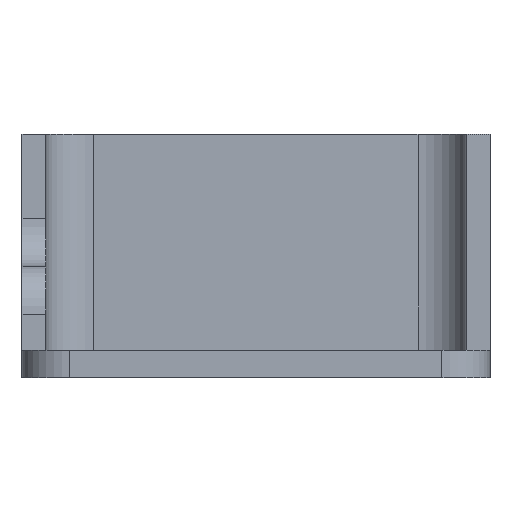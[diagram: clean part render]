
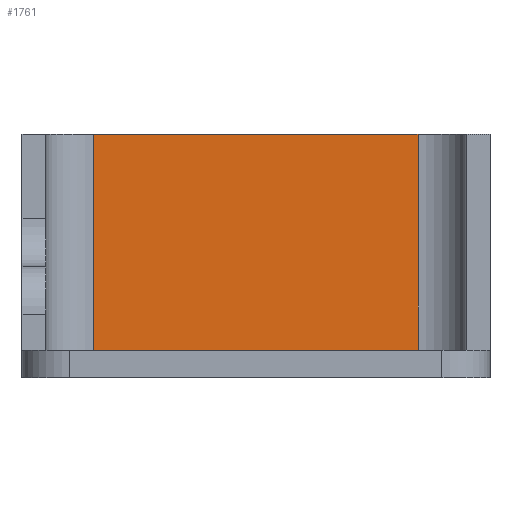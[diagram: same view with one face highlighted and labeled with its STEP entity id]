
A CAD part, front view. The second image highlights one B-rep face of the part: STEP entity #1761.
In plain terms, the highlighted planar face has unit normal (0, -1, 0).
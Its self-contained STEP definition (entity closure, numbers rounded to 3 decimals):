
#35=PLANE('',#1889);
#117=FACE_OUTER_BOUND('',#212,.T.);
#212=EDGE_LOOP('',(#1447,#1448,#1449,#1450,#1451,#1452,#1453));
#363=LINE('',#2616,#598);
#441=LINE('',#2792,#676);
#443=LINE('',#2799,#678);
#447=LINE('',#2807,#682);
#449=LINE('',#2810,#684);
#450=LINE('',#2811,#685);
#451=LINE('',#2812,#686);
#598=VECTOR('',#2082,1.);
#676=VECTOR('',#2198,1.);
#678=VECTOR('',#2206,10.);
#682=VECTOR('',#2214,1.);
#684=VECTOR('',#2218,10.);
#685=VECTOR('',#2219,10.);
#686=VECTOR('',#2220,10.);
#865=VERTEX_POINT('',#2613);
#866=VERTEX_POINT('',#2615);
#936=VERTEX_POINT('',#2759);
#944=VERTEX_POINT('',#2789);
#945=VERTEX_POINT('',#2791);
#946=VERTEX_POINT('',#2795);
#949=VERTEX_POINT('',#2806);
#1044=EDGE_CURVE('',#865,#866,#363,.T.);
#1132=EDGE_CURVE('',#944,#945,#441,.T.);
#1136=EDGE_CURVE('',#945,#946,#443,.T.);
#1140=EDGE_CURVE('',#946,#949,#447,.T.);
#1142=EDGE_CURVE('',#866,#944,#449,.T.);
#1143=EDGE_CURVE('',#936,#865,#450,.T.);
#1144=EDGE_CURVE('',#936,#949,#451,.T.);
#1447=ORIENTED_EDGE('',*,*,#1136,.F.);
#1448=ORIENTED_EDGE('',*,*,#1132,.F.);
#1449=ORIENTED_EDGE('',*,*,#1142,.F.);
#1450=ORIENTED_EDGE('',*,*,#1044,.F.);
#1451=ORIENTED_EDGE('',*,*,#1143,.F.);
#1452=ORIENTED_EDGE('',*,*,#1144,.T.);
#1453=ORIENTED_EDGE('',*,*,#1140,.F.);
#1761=ADVANCED_FACE('',(#117),#35,.F.);
#1889=AXIS2_PLACEMENT_3D('',#2809,#2216,#2217);
#2082=DIRECTION('',(-1.,0.,0.));
#2198=DIRECTION('',(-1.,0.,0.));
#2206=DIRECTION('',(0.,0.,1.));
#2214=DIRECTION('',(1.,0.,0.));
#2216=DIRECTION('center_axis',(0.,1.,0.));
#2217=DIRECTION('ref_axis',(-1.,0.,0.));
#2218=DIRECTION('',(0.,0.,1.));
#2219=DIRECTION('',(0.,0.,-1.));
#2220=DIRECTION('',(0.,0.,1.));
#2613=CARTESIAN_POINT('',(65.75,-83.5,16.25));
#2615=CARTESIAN_POINT('',(52.242,-83.5,16.25));
#2616=CARTESIAN_POINT('',(57.614,-83.5,16.25));
#2759=CARTESIAN_POINT('',(65.75,-83.5,25.25));
#2789=CARTESIAN_POINT('',(52.242,-83.5,25.25));
#2791=CARTESIAN_POINT('',(49.518,-83.5,25.25));
#2792=CARTESIAN_POINT('',(54.123,-83.5,25.25));
#2795=CARTESIAN_POINT('',(49.518,-83.5,25.25));
#2799=CARTESIAN_POINT('',(49.518,-83.5,17.304));
#2806=CARTESIAN_POINT('',(65.75,-83.5,25.25));
#2807=CARTESIAN_POINT('',(51.25,-83.5,25.25));
#2809=CARTESIAN_POINT('Origin',(58.5,-83.5,18.357));
#2810=CARTESIAN_POINT('',(52.242,-83.5,17.304));
#2811=CARTESIAN_POINT('',(65.75,-83.5,19.235));
#2812=CARTESIAN_POINT('',(65.75,-83.5,25.125));
